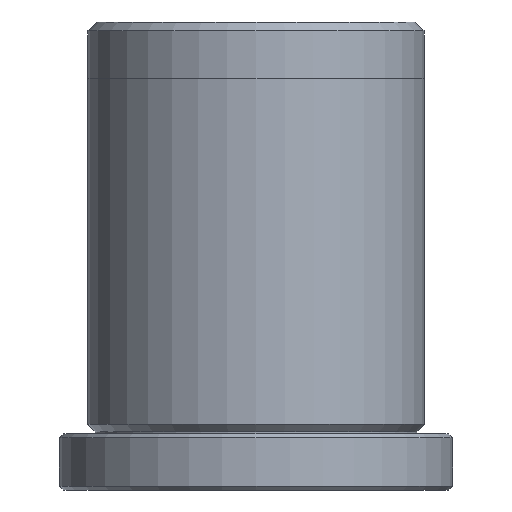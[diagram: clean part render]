
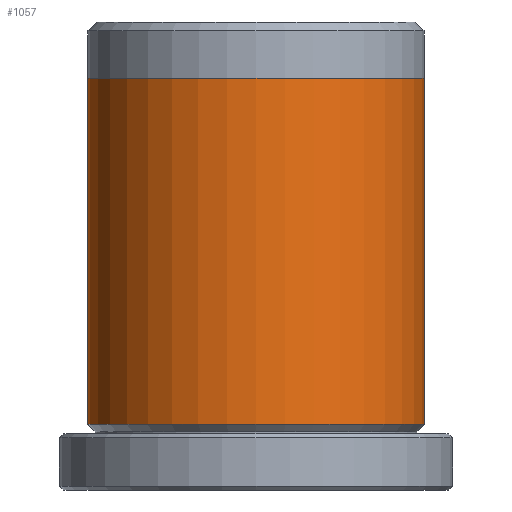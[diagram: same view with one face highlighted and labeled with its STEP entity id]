
A CAD part, front view. The second image highlights one B-rep face of the part: STEP entity #1057.
In plain terms, the highlighted cylindrical face has radius 9 mm (diameter 18 mm), a partial arc.
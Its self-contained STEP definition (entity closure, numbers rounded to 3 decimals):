
#145 = DIRECTION ( 'NONE',  ( 0., 0., -1. ) ) ;
#170 = CARTESIAN_POINT ( 'NONE',  ( 0., 0., 25. ) ) ;
#245 = CARTESIAN_POINT ( 'NONE',  ( 9., 0., 22. ) ) ;
#337 = CYLINDRICAL_SURFACE ( 'NONE', #3283, 9. ) ;
#351 = DIRECTION ( 'NONE',  ( -1., 0., 0. ) ) ;
#362 = VERTEX_POINT ( 'NONE', #245 ) ;
#365 = DIRECTION ( 'NONE',  ( 0., 0., -1. ) ) ;
#380 = CARTESIAN_POINT ( 'NONE',  ( 0., 0., 3.5 ) ) ;
#397 = DIRECTION ( 'NONE',  ( -1., 0., 0. ) ) ;
#447 = ORIENTED_EDGE ( 'NONE', *, *, #1992, .F. ) ;
#601 = CARTESIAN_POINT ( 'NONE',  ( -9., 0., 25. ) ) ;
#888 = CARTESIAN_POINT ( 'NONE',  ( 0., 0., 22. ) ) ;
#1029 = VERTEX_POINT ( 'NONE', #3290 ) ;
#1057 = ADVANCED_FACE ( 'NONE', ( #2310 ), #337, .T. ) ;
#1177 = DIRECTION ( 'NONE',  ( 1., 0., 0. ) ) ;
#1358 = VECTOR ( 'NONE', #2128, 1000. ) ;
#1434 = CARTESIAN_POINT ( 'NONE',  ( 9., 0., 3.5 ) ) ;
#1437 = ORIENTED_EDGE ( 'NONE', *, *, #1818, .T. ) ;
#1507 = EDGE_LOOP ( 'NONE', ( #447, #3044, #1437, #2623 ) ) ;
#1764 = VERTEX_POINT ( 'NONE', #1434 ) ;
#1798 = EDGE_CURVE ( 'NONE', #1764, #2852, #2539, .T. ) ;
#1818 = EDGE_CURVE ( 'NONE', #1029, #2852, #3040, .T. ) ;
#1923 = AXIS2_PLACEMENT_3D ( 'NONE', #888, #2723, #1177 ) ;
#1975 = DIRECTION ( 'NONE',  ( 0., 0., -1. ) ) ;
#1992 = EDGE_CURVE ( 'NONE', #362, #1764, #3373, .T. ) ;
#2128 = DIRECTION ( 'NONE',  ( 0., 0., -1. ) ) ;
#2141 = EDGE_CURVE ( 'NONE', #1029, #362, #3076, .T. ) ;
#2310 = FACE_OUTER_BOUND ( 'NONE', #1507, .T. ) ;
#2371 = VECTOR ( 'NONE', #1975, 1000. ) ;
#2402 = CARTESIAN_POINT ( 'NONE',  ( 9., 0., 25. ) ) ;
#2539 = CIRCLE ( 'NONE', #2671, 9. ) ;
#2623 = ORIENTED_EDGE ( 'NONE', *, *, #1798, .F. ) ;
#2671 = AXIS2_PLACEMENT_3D ( 'NONE', #380, #365, #351 ) ;
#2723 = DIRECTION ( 'NONE',  ( 0., 0., 1. ) ) ;
#2852 = VERTEX_POINT ( 'NONE', #3313 ) ;
#3040 = LINE ( 'NONE', #601, #2371 ) ;
#3044 = ORIENTED_EDGE ( 'NONE', *, *, #2141, .F. ) ;
#3076 = CIRCLE ( 'NONE', #1923, 9. ) ;
#3283 = AXIS2_PLACEMENT_3D ( 'NONE', #170, #145, #397 ) ;
#3290 = CARTESIAN_POINT ( 'NONE',  ( -9., 0., 22. ) ) ;
#3313 = CARTESIAN_POINT ( 'NONE',  ( -9., 0., 3.5 ) ) ;
#3373 = LINE ( 'NONE', #2402, #1358 ) ;
